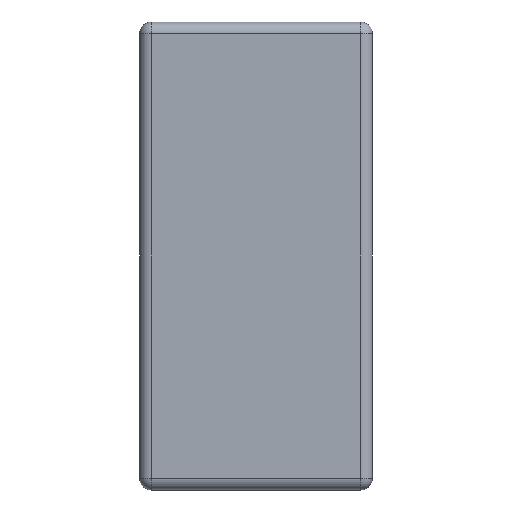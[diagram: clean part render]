
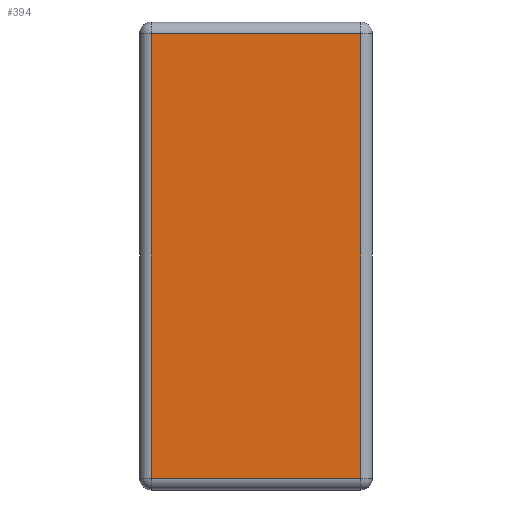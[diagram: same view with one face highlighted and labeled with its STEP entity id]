
A CAD part, left-side view. The second image highlights one B-rep face of the part: STEP entity #394.
In plain terms, the highlighted planar face has unit normal (-1, 0, 0).
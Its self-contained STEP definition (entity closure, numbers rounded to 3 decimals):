
#22=PLANE('',#450);
#31=LINE('',#646,#55);
#33=LINE('',#649,#57);
#49=LINE('',#694,#73);
#51=LINE('',#697,#75);
#55=VECTOR('',#512,8.9);
#57=VECTOR('',#516,18.9);
#73=VECTOR('',#572,8.9);
#75=VECTOR('',#576,18.9);
#110=FACE_OUTER_BOUND('',#140,.T.);
#140=EDGE_LOOP('',(#337,#338,#339,#340));
#183=VERTEX_POINT('',#610);
#184=VERTEX_POINT('',#614);
#192=VERTEX_POINT('',#634);
#195=VERTEX_POINT('',#641);
#227=EDGE_CURVE('',#184,#195,#31,.T.);
#229=EDGE_CURVE('',#195,#192,#33,.T.);
#254=EDGE_CURVE('',#192,#183,#49,.T.);
#256=EDGE_CURVE('',#183,#184,#51,.T.);
#337=ORIENTED_EDGE('',*,*,#227,.F.);
#338=ORIENTED_EDGE('',*,*,#256,.F.);
#339=ORIENTED_EDGE('',*,*,#254,.F.);
#340=ORIENTED_EDGE('',*,*,#229,.F.);
#394=ADVANCED_FACE('',(#110),#22,.F.);
#450=AXIS2_PLACEMENT_3D('',#699,#579,#580);
#512=DIRECTION('',(0.,-1.,0.));
#516=DIRECTION('',(0.,0.,-1.));
#572=DIRECTION('',(0.,1.,0.));
#576=DIRECTION('',(0.,0.,1.));
#579=DIRECTION('center_axis',(1.,0.,0.));
#580=DIRECTION('ref_axis',(0.,0.,-1.));
#610=CARTESIAN_POINT('',(0.,4.45,-9.45));
#614=CARTESIAN_POINT('',(0.,4.45,9.45));
#634=CARTESIAN_POINT('',(0.,-4.45,-9.45));
#641=CARTESIAN_POINT('',(0.,-4.45,9.45));
#646=CARTESIAN_POINT('',(0.,2.475,9.45));
#649=CARTESIAN_POINT('',(0.,-4.45,4.975));
#694=CARTESIAN_POINT('',(0.,-2.475,-9.45));
#697=CARTESIAN_POINT('',(0.,4.45,-4.975));
#699=CARTESIAN_POINT('Origin',(0.,0.,0.));
